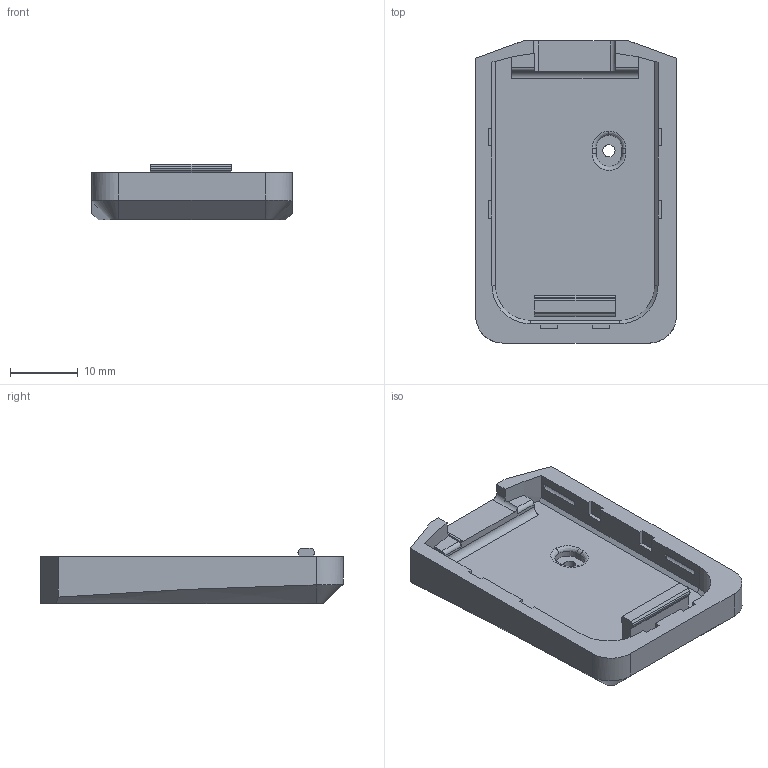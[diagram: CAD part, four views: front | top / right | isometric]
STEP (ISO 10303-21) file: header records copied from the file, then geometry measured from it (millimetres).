
FILE_DESCRIPTION (( 'STEP AP203' ), '1' );
FILE_NAME ('A諳厙壽俋褲奻裔.STEP', '2025-10-08T02:29:36', ( 'Windows User' ), ( 'P R C' ), 'SwSTEP 2.0', 'SolidWorks 2022', '' );
FILE_SCHEMA (( 'CONFIG_CONTROL_DESIGN' ));
Length unit declared in the file: millimetre
Products named in the file (1): A口网关外壳上盖
Bounding box: 29.73 x 44.76 x 8.25 mm (x, y, z)
Volume: 4597.9 mm3; surface area: 4166.2 mm2
Topology: 1 solids, 1 shells, 216 faces, 604 edges, 399 vertices
Faces by surface type: plane 169, cylinder 35, bspline 12
Entity records: 6766 total; most frequent: CARTESIAN_POINT 2123, ORIENTED_EDGE 1208, EDGE_CURVE 604, DIRECTION 575, B_SPLINE_CURVE_WITH_KNOTS 511, VERTEX_POINT 399, AXIS2_PLACEMENT_3D 280, EDGE_LOOP 227
